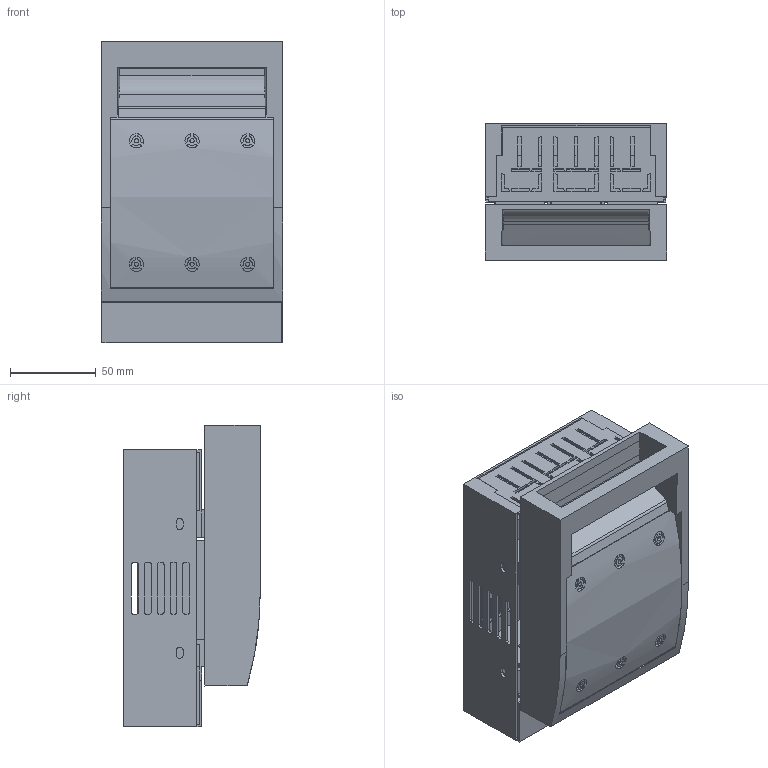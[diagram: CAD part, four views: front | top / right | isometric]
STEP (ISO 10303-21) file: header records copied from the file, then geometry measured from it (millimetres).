
FILE_DESCRIPTION(('OneSpaceDesigner STEP Export'),'2;1');
FILE_NAME('BTHC_NH-00.pkg.stp','2017-07-07T11:13:31',(''),(''),'OneSpace Designer STEP processor for AP214 (Solid Model)','OneSpace Designer 14.00B 27-May-2006 (C) CoCreate Software GmbH','');
FILE_SCHEMA(('AUTOMOTIVE_DESIGN { 1 0 10303 214 1 1 1 1 }'));
Length unit declared in the file: millimetre
Products named in the file (6): CC.1; CC.2; fuse_holder; Socle; window; BTHC_NH-00
Assembly tree (5 placements, depth 2):
  BTHC_NH-00
    window
    Socle
    fuse_holder
    CC.2
    CC.1
Bounding box: 105.87 x 79.65 x 176.18 mm (x, y, z)
Volume: 677263.8 mm3; surface area: 256270.6 mm2
Topology: 5 solids, 5 shells, 830 faces, 2537 edges, 1706 vertices
Faces by surface type: plane 571, cylinder 208, extrusion 51
Entity records: 30774 total; most frequent: CARTESIAN_POINT 7906, ORIENTED_EDGE 5074, DIRECTION 4007, EDGE_CURVE 2537, VECTOR 1985, LINE 1934, VERTEX_POINT 1706, EDGE_LOOP 1049
